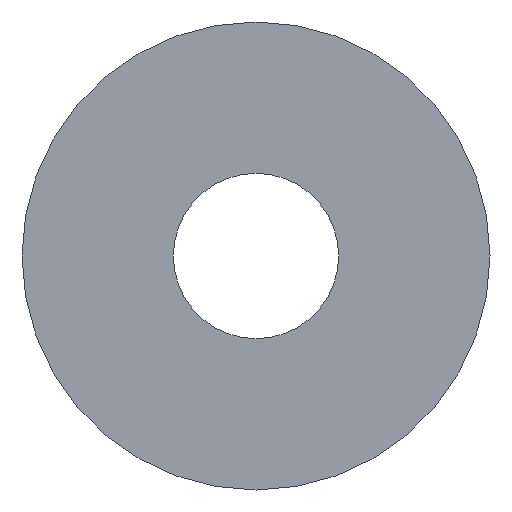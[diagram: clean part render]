
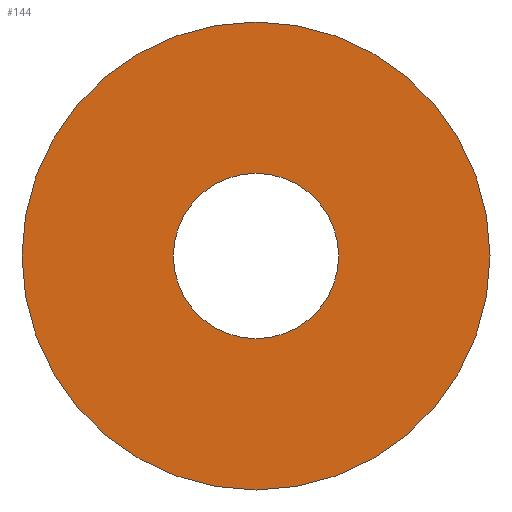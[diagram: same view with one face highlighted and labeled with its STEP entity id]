
A CAD part, front view. The second image highlights one B-rep face of the part: STEP entity #144.
In plain terms, the highlighted planar face has unit normal (0, -1, 0).
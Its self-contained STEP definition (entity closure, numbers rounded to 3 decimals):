
#2 = DIRECTION ( 'NONE',  ( 0., 0., 1. ) ) ;
#5 = CARTESIAN_POINT ( 'NONE',  ( 0., 0., 7.5 ) ) ;
#18 = ORIENTED_EDGE ( 'NONE', *, *, #139, .F. ) ;
#23 = CARTESIAN_POINT ( 'NONE',  ( 0., 0., 0. ) ) ;
#28 = AXIS2_PLACEMENT_3D ( 'NONE', #201, #203, #171 ) ;
#38 = AXIS2_PLACEMENT_3D ( 'NONE', #41, #204, #2 ) ;
#39 = CARTESIAN_POINT ( 'NONE',  ( 0., 0., 2.65 ) ) ;
#40 = DIRECTION ( 'NONE',  ( 0., 1., 0. ) ) ;
#41 = CARTESIAN_POINT ( 'NONE',  ( 0., 0., 0. ) ) ;
#45 = ORIENTED_EDGE ( 'NONE', *, *, #129, .T. ) ;
#52 = AXIS2_PLACEMENT_3D ( 'NONE', #189, #188, #61 ) ;
#58 = VERTEX_POINT ( 'NONE', #74 ) ;
#60 = DIRECTION ( 'NONE',  ( 0., 0., 1. ) ) ;
#61 = DIRECTION ( 'NONE',  ( 0., 0., 1. ) ) ;
#70 = AXIS2_PLACEMENT_3D ( 'NONE', #76, #40, #60 ) ;
#73 = CIRCLE ( 'NONE', #28, 7.5 ) ;
#74 = CARTESIAN_POINT ( 'NONE',  ( 0., 0., -2.65 ) ) ;
#76 = CARTESIAN_POINT ( 'NONE',  ( 0., 0., 0. ) ) ;
#78 = PLANE ( 'NONE',  #119 ) ;
#84 = EDGE_CURVE ( 'NONE', #185, #134, #73, .T. ) ;
#93 = CARTESIAN_POINT ( 'NONE',  ( 0., 0., -7.5 ) ) ;
#99 = EDGE_CURVE ( 'NONE', #174, #58, #194, .T. ) ;
#102 = ORIENTED_EDGE ( 'NONE', *, *, #99, .T. ) ;
#111 = FACE_OUTER_BOUND ( 'NONE', #155, .T. ) ;
#117 = CIRCLE ( 'NONE', #70, 2.65 ) ;
#119 = AXIS2_PLACEMENT_3D ( 'NONE', #23, #145, #190 ) ;
#129 = EDGE_CURVE ( 'NONE', #58, #174, #117, .T. ) ;
#134 = VERTEX_POINT ( 'NONE', #93 ) ;
#139 = EDGE_CURVE ( 'NONE', #134, #185, #157, .T. ) ;
#144 = ADVANCED_FACE ( 'NONE', ( #111, #153 ), #78, .F. ) ;
#145 = DIRECTION ( 'NONE',  ( 0., 1., 0. ) ) ;
#153 = FACE_BOUND ( 'NONE', #165, .T. ) ;
#155 = EDGE_LOOP ( 'NONE', ( #18, #213 ) ) ;
#157 = CIRCLE ( 'NONE', #38, 7.5 ) ;
#165 = EDGE_LOOP ( 'NONE', ( #45, #102 ) ) ;
#171 = DIRECTION ( 'NONE',  ( 0., 0., 1. ) ) ;
#174 = VERTEX_POINT ( 'NONE', #39 ) ;
#185 = VERTEX_POINT ( 'NONE', #5 ) ;
#188 = DIRECTION ( 'NONE',  ( 0., 1., 0. ) ) ;
#189 = CARTESIAN_POINT ( 'NONE',  ( 0., 0., 0. ) ) ;
#190 = DIRECTION ( 'NONE',  ( 0., 0., 1. ) ) ;
#194 = CIRCLE ( 'NONE', #52, 2.65 ) ;
#201 = CARTESIAN_POINT ( 'NONE',  ( 0., 0., 0. ) ) ;
#203 = DIRECTION ( 'NONE',  ( 0., 1., 0. ) ) ;
#204 = DIRECTION ( 'NONE',  ( 0., 1., 0. ) ) ;
#213 = ORIENTED_EDGE ( 'NONE', *, *, #84, .F. ) ;
